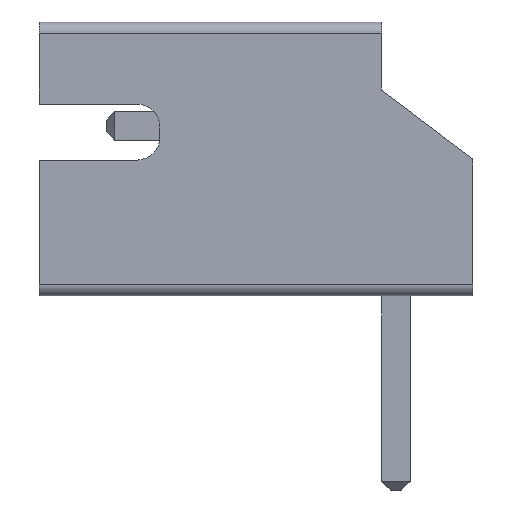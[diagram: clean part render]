
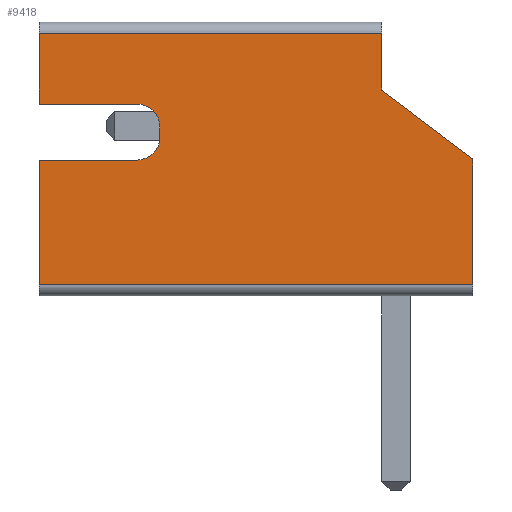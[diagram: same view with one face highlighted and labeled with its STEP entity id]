
A CAD part, left-side view. The second image highlights one B-rep face of the part: STEP entity #9418.
In plain terms, the highlighted planar face has unit normal (-1, 0, 0).
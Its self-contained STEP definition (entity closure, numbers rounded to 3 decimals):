
#26 = DIRECTION ( 'NONE',  ( 0., 0.798, 0.603 ) ) ;
#325 = EDGE_LOOP ( 'NONE', ( #13569, #5619, #5774, #13616, #7404, #11649, #1256, #499, #9163, #7534, #892, #9485 ) ) ;
#499 = ORIENTED_EDGE ( 'NONE', *, *, #1153, .T. ) ;
#541 = CARTESIAN_POINT ( 'NONE',  ( -2.95, 0.25, 3.608 ) ) ;
#831 = CARTESIAN_POINT ( 'NONE',  ( -2.95, 6.25, 4.8 ) ) ;
#892 = ORIENTED_EDGE ( 'NONE', *, *, #13997, .F. ) ;
#1153 = EDGE_CURVE ( 'NONE', #6088, #15242, #16720, .T. ) ;
#1160 = CARTESIAN_POINT ( 'NONE',  ( -2.95, -1.35, 2.4 ) ) ;
#1256 = ORIENTED_EDGE ( 'NONE', *, *, #2781, .T. ) ;
#1464 = EDGE_CURVE ( 'NONE', #16113, #14551, #4675, .T. ) ;
#1683 = CARTESIAN_POINT ( 'NONE',  ( -2.95, 6.25, 4.8 ) ) ;
#2356 = VERTEX_POINT ( 'NONE', #541 ) ;
#2471 = VECTOR ( 'NONE', #15572, 1000. ) ;
#2520 = DIRECTION ( 'NONE',  ( 1., 0., 0. ) ) ;
#2605 = CARTESIAN_POINT ( 'NONE',  ( -2.95, 6.25, 2.382 ) ) ;
#2781 = EDGE_CURVE ( 'NONE', #8696, #6088, #15822, .T. ) ;
#2932 = DIRECTION ( 'NONE',  ( 0., 1., 0. ) ) ;
#3220 = VECTOR ( 'NONE', #14528, 1000. ) ;
#3300 = EDGE_CURVE ( 'NONE', #11817, #16998, #3411, .T. ) ;
#3411 = LINE ( 'NONE', #8702, #5090 ) ;
#3463 = DIRECTION ( 'NONE',  ( 0., -1., 0. ) ) ;
#3624 = VERTEX_POINT ( 'NONE', #4989 ) ;
#3636 = AXIS2_PLACEMENT_3D ( 'NONE', #6420, #13179, #14663 ) ;
#3981 = CARTESIAN_POINT ( 'NONE',  ( -2.95, -1.35, 0.2 ) ) ;
#4354 = EDGE_CURVE ( 'NONE', #4573, #8696, #13854, .T. ) ;
#4461 = DIRECTION ( 'NONE',  ( 0., 0., 1. ) ) ;
#4573 = VERTEX_POINT ( 'NONE', #12091 ) ;
#4675 = LINE ( 'NONE', #1683, #6768 ) ;
#4874 = VECTOR ( 'NONE', #4461, 1000. ) ;
#4989 = CARTESIAN_POINT ( 'NONE',  ( -2.95, 4.532, 3.36 ) ) ;
#5090 = VECTOR ( 'NONE', #7391, 1000. ) ;
#5168 = DIRECTION ( 'NONE',  ( 0., 1., 0. ) ) ;
#5619 = ORIENTED_EDGE ( 'NONE', *, *, #5655, .T. ) ;
#5655 = EDGE_CURVE ( 'NONE', #6726, #16113, #15837, .T. ) ;
#5724 = CARTESIAN_POINT ( 'NONE',  ( -2.95, 6.25, 4.6 ) ) ;
#5774 = ORIENTED_EDGE ( 'NONE', *, *, #1464, .T. ) ;
#5931 = PLANE ( 'NONE',  #8671 ) ;
#6019 = DIRECTION ( 'NONE',  ( 0., 1., 0. ) ) ;
#6088 = VERTEX_POINT ( 'NONE', #14765 ) ;
#6242 = VECTOR ( 'NONE', #6019, 1000. ) ;
#6420 = CARTESIAN_POINT ( 'NONE',  ( -2.95, 4.532, 2.96 ) ) ;
#6465 = CARTESIAN_POINT ( 'NONE',  ( -2.95, 6.25, 4.6 ) ) ;
#6726 = VERTEX_POINT ( 'NONE', #9791 ) ;
#6768 = VECTOR ( 'NONE', #8446, 1000. ) ;
#7015 = VECTOR ( 'NONE', #26, 1000. ) ;
#7209 = VECTOR ( 'NONE', #11659, 1000. ) ;
#7241 = CARTESIAN_POINT ( 'NONE',  ( -2.95, 6.25, 4.8 ) ) ;
#7391 = DIRECTION ( 'NONE',  ( 0., -1., 0. ) ) ;
#7404 = ORIENTED_EDGE ( 'NONE', *, *, #10781, .T. ) ;
#7534 = ORIENTED_EDGE ( 'NONE', *, *, #3300, .T. ) ;
#7925 = CARTESIAN_POINT ( 'NONE',  ( -2.95, 0.25, 3.608 ) ) ;
#8104 = CARTESIAN_POINT ( 'NONE',  ( -2.95, 6.25, 3.36 ) ) ;
#8446 = DIRECTION ( 'NONE',  ( 0., 0., -1. ) ) ;
#8671 = AXIS2_PLACEMENT_3D ( 'NONE', #7241, #16283, #2932 ) ;
#8696 = VERTEX_POINT ( 'NONE', #9252 ) ;
#8702 = CARTESIAN_POINT ( 'NONE',  ( -2.95, 6.25, 0.2 ) ) ;
#8762 = CARTESIAN_POINT ( 'NONE',  ( -2.95, 6.25, 3.36 ) ) ;
#9163 = ORIENTED_EDGE ( 'NONE', *, *, #14293, .T. ) ;
#9191 = EDGE_CURVE ( 'NONE', #14551, #3624, #15406, .T. ) ;
#9252 = CARTESIAN_POINT ( 'NONE',  ( -2.95, 4.132, 2.782 ) ) ;
#9418 = ADVANCED_FACE ( 'NONE', ( #12605 ), #5931, .F. ) ;
#9485 = ORIENTED_EDGE ( 'NONE', *, *, #9707, .T. ) ;
#9707 = EDGE_CURVE ( 'NONE', #15543, #2356, #14591, .T. ) ;
#9791 = CARTESIAN_POINT ( 'NONE',  ( -2.95, 0.25, 4.6 ) ) ;
#10781 = EDGE_CURVE ( 'NONE', #3624, #4573, #12066, .T. ) ;
#10906 = CARTESIAN_POINT ( 'NONE',  ( -2.95, 6.25, 0.2 ) ) ;
#11205 = VECTOR ( 'NONE', #3463, 1000. ) ;
#11483 = CARTESIAN_POINT ( 'NONE',  ( -2.95, 0.25, 4.8 ) ) ;
#11649 = ORIENTED_EDGE ( 'NONE', *, *, #4354, .T. ) ;
#11659 = DIRECTION ( 'NONE',  ( 0., 0., -1. ) ) ;
#11817 = VERTEX_POINT ( 'NONE', #10906 ) ;
#12066 = CIRCLE ( 'NONE', #3636, 0.4 ) ;
#12091 = CARTESIAN_POINT ( 'NONE',  ( -2.95, 4.132, 2.96 ) ) ;
#12605 = FACE_OUTER_BOUND ( 'NONE', #325, .T. ) ;
#12631 = LINE ( 'NONE', #11483, #4874 ) ;
#12774 = CARTESIAN_POINT ( 'NONE',  ( -2.95, 6.25, 2.382 ) ) ;
#12880 = LINE ( 'NONE', #831, #2471 ) ;
#13179 = DIRECTION ( 'NONE',  ( 1., 0., 0. ) ) ;
#13335 = AXIS2_PLACEMENT_3D ( 'NONE', #14543, #2520, #5168 ) ;
#13569 = ORIENTED_EDGE ( 'NONE', *, *, #16476, .T. ) ;
#13616 = ORIENTED_EDGE ( 'NONE', *, *, #9191, .T. ) ;
#13854 = LINE ( 'NONE', #16850, #7209 ) ;
#13997 = EDGE_CURVE ( 'NONE', #15543, #16998, #15172, .T. ) ;
#14293 = EDGE_CURVE ( 'NONE', #15242, #11817, #12880, .T. ) ;
#14528 = DIRECTION ( 'NONE',  ( 0., 1., 0. ) ) ;
#14543 = CARTESIAN_POINT ( 'NONE',  ( -2.95, 4.532, 2.782 ) ) ;
#14551 = VERTEX_POINT ( 'NONE', #8104 ) ;
#14591 = LINE ( 'NONE', #7925, #7015 ) ;
#14663 = DIRECTION ( 'NONE',  ( 0., 1., 0. ) ) ;
#14765 = CARTESIAN_POINT ( 'NONE',  ( -2.95, 4.532, 2.382 ) ) ;
#15172 = LINE ( 'NONE', #16693, #17055 ) ;
#15242 = VERTEX_POINT ( 'NONE', #2605 ) ;
#15406 = LINE ( 'NONE', #8762, #11205 ) ;
#15441 = DIRECTION ( 'NONE',  ( 0., 0., -1. ) ) ;
#15543 = VERTEX_POINT ( 'NONE', #1160 ) ;
#15572 = DIRECTION ( 'NONE',  ( 0., 0., -1. ) ) ;
#15822 = CIRCLE ( 'NONE', #13335, 0.4 ) ;
#15837 = LINE ( 'NONE', #6465, #3220 ) ;
#16113 = VERTEX_POINT ( 'NONE', #5724 ) ;
#16283 = DIRECTION ( 'NONE',  ( 1., 0., 0. ) ) ;
#16476 = EDGE_CURVE ( 'NONE', #2356, #6726, #12631, .T. ) ;
#16693 = CARTESIAN_POINT ( 'NONE',  ( -2.95, -1.35, 4.8 ) ) ;
#16720 = LINE ( 'NONE', #12774, #6242 ) ;
#16850 = CARTESIAN_POINT ( 'NONE',  ( -2.95, 4.132, 2.96 ) ) ;
#16998 = VERTEX_POINT ( 'NONE', #3981 ) ;
#17055 = VECTOR ( 'NONE', #15441, 1000. ) ;
